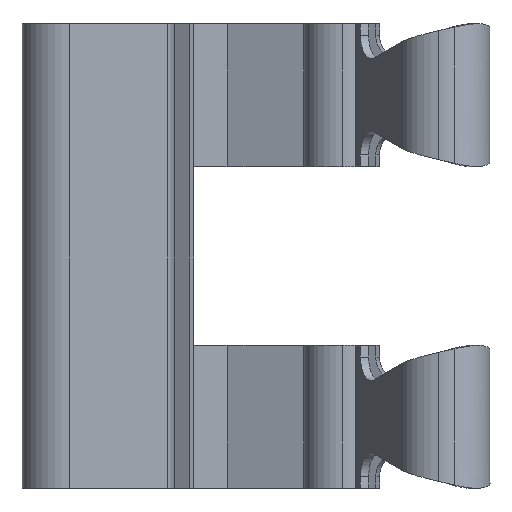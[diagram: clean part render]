
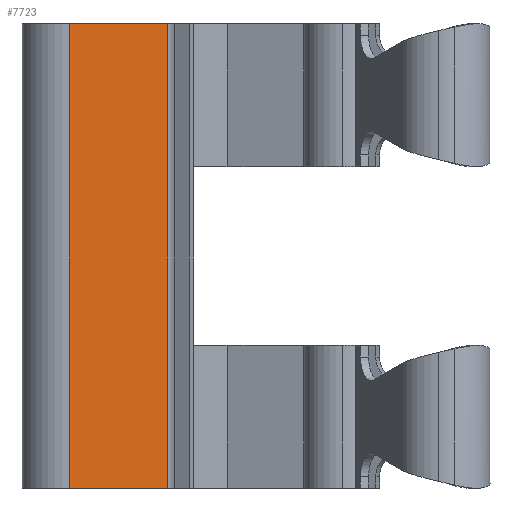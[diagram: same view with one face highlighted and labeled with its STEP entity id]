
A CAD part, left-side view. The second image highlights one B-rep face of the part: STEP entity #7723.
In plain terms, the highlighted planar face has unit normal (-0.998, -0.07, 0).
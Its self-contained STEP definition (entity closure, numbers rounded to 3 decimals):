
#120 = ORIENTED_EDGE ( 'NONE', *, *, #5015, .T. ) ;
#335 = VERTEX_POINT ( 'NONE', #9470 ) ;
#577 = DIRECTION ( 'NONE',  ( -0.998, -0.07, 0. ) ) ;
#862 = EDGE_CURVE ( 'NONE', #9071, #3559, #2998, .T. ) ;
#1008 = LINE ( 'NONE', #6063, #6453 ) ;
#1431 = LINE ( 'NONE', #5411, #1555 ) ;
#1555 = VECTOR ( 'NONE', #6072, 1000. ) ;
#2329 = EDGE_LOOP ( 'NONE', ( #10180, #4726, #120, #5756 ) ) ;
#2331 = VERTEX_POINT ( 'NONE', #6872 ) ;
#2998 = LINE ( 'NONE', #9771, #4703 ) ;
#3559 = VERTEX_POINT ( 'NONE', #4551 ) ;
#3562 = DIRECTION ( 'NONE',  ( 0., 0., -1. ) ) ;
#3849 = VECTOR ( 'NONE', #3562, 1000. ) ;
#4375 = DIRECTION ( 'NONE',  ( 0., 0., -1. ) ) ;
#4551 = CARTESIAN_POINT ( 'NONE',  ( -0.574, -3.265, -20. ) ) ;
#4703 = VECTOR ( 'NONE', #4375, 1000. ) ;
#4726 = ORIENTED_EDGE ( 'NONE', *, *, #5283, .F. ) ;
#4871 = FACE_OUTER_BOUND ( 'NONE', #2329, .T. ) ;
#5015 = EDGE_CURVE ( 'NONE', #2331, #9071, #1431, .T. ) ;
#5283 = EDGE_CURVE ( 'NONE', #2331, #335, #6250, .T. ) ;
#5326 = DIRECTION ( 'NONE',  ( -0.07, 0.998, 0. ) ) ;
#5411 = CARTESIAN_POINT ( 'NONE',  ( 0.021, -11.765, 20. ) ) ;
#5756 = ORIENTED_EDGE ( 'NONE', *, *, #862, .T. ) ;
#5957 = PLANE ( 'NONE',  #6280 ) ;
#6063 = CARTESIAN_POINT ( 'NONE',  ( 0.021, -11.765, -20. ) ) ;
#6072 = DIRECTION ( 'NONE',  ( -0.07, 0.998, 0. ) ) ;
#6226 = EDGE_CURVE ( 'NONE', #335, #3559, #1008, .T. ) ;
#6250 = LINE ( 'NONE', #8326, #3849 ) ;
#6280 = AXIS2_PLACEMENT_3D ( 'NONE', #6783, #577, #7561 ) ;
#6453 = VECTOR ( 'NONE', #5326, 1000. ) ;
#6783 = CARTESIAN_POINT ( 'NONE',  ( 0.021, -11.765, 20. ) ) ;
#6872 = CARTESIAN_POINT ( 'NONE',  ( 0.021, -11.765, 20. ) ) ;
#7561 = DIRECTION ( 'NONE',  ( 0.07, -0.998, 0. ) ) ;
#7723 = ADVANCED_FACE ( 'NONE', ( #4871 ), #5957, .T. ) ;
#8326 = CARTESIAN_POINT ( 'NONE',  ( 0.021, -11.765, 20. ) ) ;
#9071 = VERTEX_POINT ( 'NONE', #9406 ) ;
#9406 = CARTESIAN_POINT ( 'NONE',  ( -0.574, -3.265, 20. ) ) ;
#9470 = CARTESIAN_POINT ( 'NONE',  ( 0.021, -11.765, -20. ) ) ;
#9771 = CARTESIAN_POINT ( 'NONE',  ( -0.574, -3.265, 20. ) ) ;
#10180 = ORIENTED_EDGE ( 'NONE', *, *, #6226, .F. ) ;
